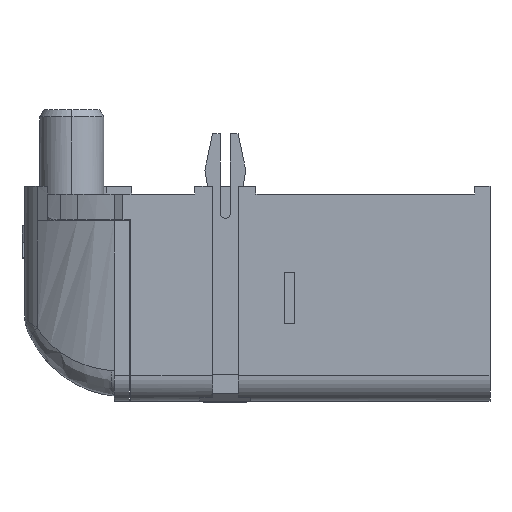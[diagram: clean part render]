
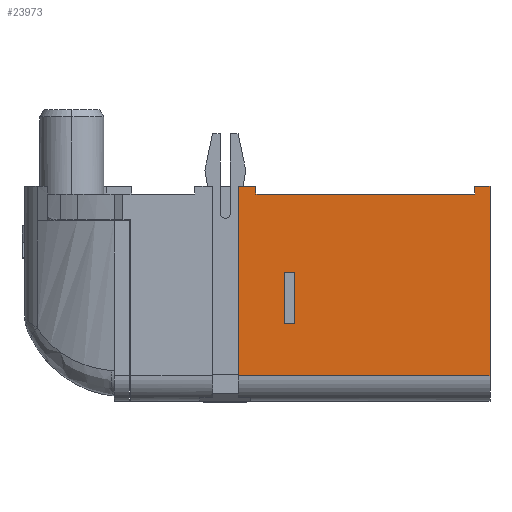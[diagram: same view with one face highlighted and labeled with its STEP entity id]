
A CAD part, left-side view. The second image highlights one B-rep face of the part: STEP entity #23973.
In plain terms, the highlighted planar face has unit normal (-1, 0, 0).
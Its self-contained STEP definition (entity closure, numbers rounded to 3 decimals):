
#39 = LINE ( 'NONE', #21615, #7145 ) ;
#626 = VECTOR ( 'NONE', #1914, 1000. ) ;
#1290 = VERTEX_POINT ( 'NONE', #22985 ) ;
#1411 = CARTESIAN_POINT ( 'NONE',  ( -7.75, -14., -8.1 ) ) ;
#1518 = CARTESIAN_POINT ( 'NONE',  ( -7.75, -4.85, 0.3 ) ) ;
#1911 = ORIENTED_EDGE ( 'NONE', *, *, #24142, .F. ) ;
#1914 = DIRECTION ( 'NONE',  ( 0., 1., 0. ) ) ;
#2071 = CARTESIAN_POINT ( 'NONE',  ( -7.75, -4.15, -7.1 ) ) ;
#2608 = ORIENTED_EDGE ( 'NONE', *, *, #19003, .T. ) ;
#2894 = LINE ( 'NONE', #4949, #12600 ) ;
#3209 = DIRECTION ( 'NONE',  ( 0., 0., 1. ) ) ;
#3221 = CARTESIAN_POINT ( 'NONE',  ( -7.75, -5.95, -3.05 ) ) ;
#3327 = VECTOR ( 'NONE', #9990, 1000. ) ;
#3471 = DIRECTION ( 'NONE',  ( 0., 0., -1. ) ) ;
#3690 = VERTEX_POINT ( 'NONE', #20705 ) ;
#4339 = EDGE_CURVE ( 'NONE', #10585, #5769, #24897, .T. ) ;
#4408 = CARTESIAN_POINT ( 'NONE',  ( -7.75, -14., -7.1 ) ) ;
#4790 = EDGE_CURVE ( 'NONE', #17601, #17055, #18378, .T. ) ;
#4949 = CARTESIAN_POINT ( 'NONE',  ( -7.75, -14., 0.3 ) ) ;
#5050 = DIRECTION ( 'NONE',  ( 0., 1., 0. ) ) ;
#5197 = AXIS2_PLACEMENT_3D ( 'NONE', #14166, #7919, #16524 ) ;
#5536 = DIRECTION ( 'NONE',  ( 0., 0., -1. ) ) ;
#5769 = VERTEX_POINT ( 'NONE', #11417 ) ;
#5955 = VECTOR ( 'NONE', #3471, 1000. ) ;
#6062 = CARTESIAN_POINT ( 'NONE',  ( -7.75, -14., -7.1 ) ) ;
#6987 = ORIENTED_EDGE ( 'NONE', *, *, #4790, .F. ) ;
#7054 = ORIENTED_EDGE ( 'NONE', *, *, #8585, .F. ) ;
#7145 = VECTOR ( 'NONE', #5536, 1000. ) ;
#7574 = LINE ( 'NONE', #1411, #5955 ) ;
#7919 = DIRECTION ( 'NONE',  ( 1., 0., 0. ) ) ;
#8203 = CARTESIAN_POINT ( 'NONE',  ( -7.75, -4.85, 0.3 ) ) ;
#8585 = EDGE_CURVE ( 'NONE', #15338, #1290, #39, .T. ) ;
#9403 = VERTEX_POINT ( 'NONE', #4408 ) ;
#9432 = EDGE_LOOP ( 'NONE', ( #26435, #10415, #25182, #14669, #1911, #6987, #23725, #2608 ) ) ;
#9650 = DIRECTION ( 'NONE',  ( 0., -1., 0. ) ) ;
#9990 = DIRECTION ( 'NONE',  ( 0., 1., 0. ) ) ;
#10263 = PLANE ( 'NONE',  #5197 ) ;
#10415 = ORIENTED_EDGE ( 'NONE', *, *, #24230, .F. ) ;
#10585 = VERTEX_POINT ( 'NONE', #18593 ) ;
#10846 = VECTOR ( 'NONE', #26884, 1000. ) ;
#10965 = CARTESIAN_POINT ( 'NONE',  ( -7.75, -4.85, 0. ) ) ;
#11417 = CARTESIAN_POINT ( 'NONE',  ( -7.75, -6.35, -3.05 ) ) ;
#11655 = EDGE_CURVE ( 'NONE', #3690, #15652, #17051, .T. ) ;
#11781 = VECTOR ( 'NONE', #18134, 1000. ) ;
#12600 = VECTOR ( 'NONE', #19411, 1000. ) ;
#13401 = LINE ( 'NONE', #16066, #11781 ) ;
#14166 = CARTESIAN_POINT ( 'NONE',  ( -7.75, -14., -8.1 ) ) ;
#14514 = LINE ( 'NONE', #6062, #626 ) ;
#14540 = LINE ( 'NONE', #15426, #19709 ) ;
#14669 = ORIENTED_EDGE ( 'NONE', *, *, #20791, .F. ) ;
#15010 = VERTEX_POINT ( 'NONE', #2071 ) ;
#15013 = CARTESIAN_POINT ( 'NONE',  ( -7.75, -6.35, -8.1 ) ) ;
#15198 = DIRECTION ( 'NONE',  ( 0., 0., 1. ) ) ;
#15338 = VERTEX_POINT ( 'NONE', #3221 ) ;
#15426 = CARTESIAN_POINT ( 'NONE',  ( -7.75, -4.15, -8.1 ) ) ;
#15485 = EDGE_CURVE ( 'NONE', #17601, #26439, #25680, .T. ) ;
#15652 = VERTEX_POINT ( 'NONE', #1518 ) ;
#16066 = CARTESIAN_POINT ( 'NONE',  ( -7.75, -14., -5.05 ) ) ;
#16317 = ORIENTED_EDGE ( 'NONE', *, *, #23743, .F. ) ;
#16399 = ORIENTED_EDGE ( 'NONE', *, *, #20948, .F. ) ;
#16524 = DIRECTION ( 'NONE',  ( 0., -1., 0. ) ) ;
#17051 = LINE ( 'NONE', #22038, #18346 ) ;
#17055 = VERTEX_POINT ( 'NONE', #20484 ) ;
#17111 = VECTOR ( 'NONE', #15198, 1000. ) ;
#17601 = VERTEX_POINT ( 'NONE', #21094 ) ;
#17962 = ORIENTED_EDGE ( 'NONE', *, *, #4339, .F. ) ;
#18134 = DIRECTION ( 'NONE',  ( 0., -1., 0. ) ) ;
#18346 = VECTOR ( 'NONE', #9650, 1000. ) ;
#18378 = LINE ( 'NONE', #23243, #19343 ) ;
#18593 = CARTESIAN_POINT ( 'NONE',  ( -7.75, -6.35, -5.05 ) ) ;
#19003 = EDGE_CURVE ( 'NONE', #26439, #15652, #26737, .T. ) ;
#19343 = VECTOR ( 'NONE', #22971, 1000. ) ;
#19411 = DIRECTION ( 'NONE',  ( 0., -1., 0. ) ) ;
#19709 = VECTOR ( 'NONE', #3209, 1000. ) ;
#20375 = FACE_OUTER_BOUND ( 'NONE', #9432, .T. ) ;
#20484 = CARTESIAN_POINT ( 'NONE',  ( -7.75, -13.4, 0.3 ) ) ;
#20705 = CARTESIAN_POINT ( 'NONE',  ( -7.75, -4.15, 0.3 ) ) ;
#20791 = EDGE_CURVE ( 'NONE', #21807, #9403, #7574, .T. ) ;
#20948 = EDGE_CURVE ( 'NONE', #1290, #10585, #13401, .T. ) ;
#21094 = CARTESIAN_POINT ( 'NONE',  ( -7.75, -13.4, 0. ) ) ;
#21615 = CARTESIAN_POINT ( 'NONE',  ( -7.75, -5.95, -8.1 ) ) ;
#21807 = VERTEX_POINT ( 'NONE', #23852 ) ;
#21846 = CARTESIAN_POINT ( 'NONE',  ( -7.75, -14., -3.05 ) ) ;
#21928 = CARTESIAN_POINT ( 'NONE',  ( -7.75, -14., 0. ) ) ;
#22038 = CARTESIAN_POINT ( 'NONE',  ( -7.75, -14., 0.3 ) ) ;
#22651 = FACE_BOUND ( 'NONE', #24790, .T. ) ;
#22971 = DIRECTION ( 'NONE',  ( 0., 0., 1. ) ) ;
#22985 = CARTESIAN_POINT ( 'NONE',  ( -7.75, -5.95, -5.05 ) ) ;
#23243 = CARTESIAN_POINT ( 'NONE',  ( -7.75, -13.4, -8.1 ) ) ;
#23725 = ORIENTED_EDGE ( 'NONE', *, *, #15485, .T. ) ;
#23743 = EDGE_CURVE ( 'NONE', #5769, #15338, #26566, .T. ) ;
#23852 = CARTESIAN_POINT ( 'NONE',  ( -7.75, -14., 0.3 ) ) ;
#23970 = VECTOR ( 'NONE', #5050, 1000. ) ;
#23973 = ADVANCED_FACE ( 'NONE', ( #20375, #22651 ), #10263, .F. ) ;
#24142 = EDGE_CURVE ( 'NONE', #17055, #21807, #2894, .T. ) ;
#24230 = EDGE_CURVE ( 'NONE', #15010, #3690, #14540, .T. ) ;
#24790 = EDGE_LOOP ( 'NONE', ( #17962, #16399, #7054, #16317 ) ) ;
#24897 = LINE ( 'NONE', #15013, #17111 ) ;
#24907 = EDGE_CURVE ( 'NONE', #9403, #15010, #14514, .T. ) ;
#25182 = ORIENTED_EDGE ( 'NONE', *, *, #24907, .F. ) ;
#25680 = LINE ( 'NONE', #21928, #3327 ) ;
#26435 = ORIENTED_EDGE ( 'NONE', *, *, #11655, .F. ) ;
#26439 = VERTEX_POINT ( 'NONE', #10965 ) ;
#26566 = LINE ( 'NONE', #21846, #23970 ) ;
#26737 = LINE ( 'NONE', #8203, #10846 ) ;
#26884 = DIRECTION ( 'NONE',  ( 0., 0., 1. ) ) ;
